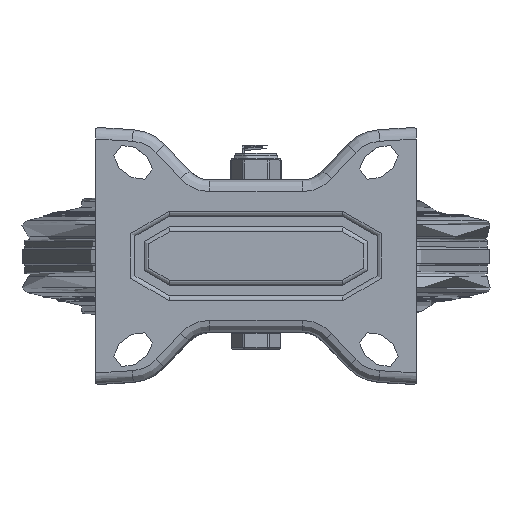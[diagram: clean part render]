
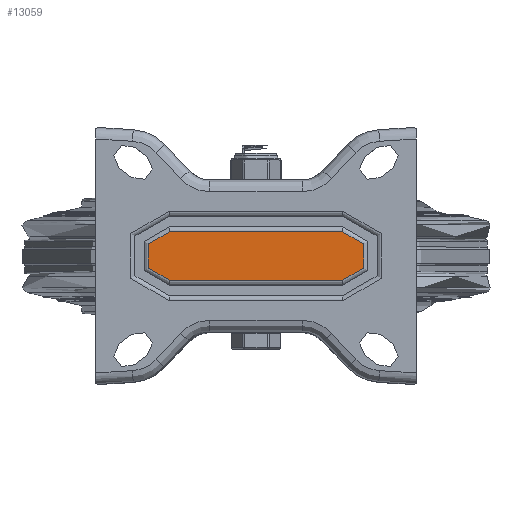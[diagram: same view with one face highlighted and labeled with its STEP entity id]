
A CAD part, top view. The second image highlights one B-rep face of the part: STEP entity #13059.
In plain terms, the highlighted planar face has unit normal (0, 0, 1).
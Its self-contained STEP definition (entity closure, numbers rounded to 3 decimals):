
#562=CIRCLE('',#13991,10.335);
#564=CIRCLE('',#13994,10.335);
#2254=FACE_OUTER_BOUND('',#3088,.T.);
#3088=EDGE_LOOP('',(#8932,#8933,#8934,#8935));
#4001=LINE('',#19553,#4703);
#4003=LINE('',#19568,#4705);
#4703=VECTOR('',#15506,2.5);
#4705=VECTOR('',#15526,2.5);
#5411=VERTEX_POINT('',#19546);
#5414=VERTEX_POINT('',#19551);
#5415=VERTEX_POINT('',#19555);
#5418=VERTEX_POINT('',#19562);
#6732=EDGE_CURVE('',#5414,#5411,#4001,.T.);
#6735=EDGE_CURVE('',#5411,#5415,#562,.T.);
#6737=EDGE_CURVE('',#5418,#5414,#564,.T.);
#6740=EDGE_CURVE('',#5415,#5418,#4003,.T.);
#8932=ORIENTED_EDGE('',*,*,#6732,.F.);
#8933=ORIENTED_EDGE('',*,*,#6737,.F.);
#8934=ORIENTED_EDGE('',*,*,#6740,.F.);
#8935=ORIENTED_EDGE('',*,*,#6735,.F.);
#12820=PLANE('',#13997);
#13059=ADVANCED_FACE('',(#2254),#12820,.T.);
#13991=AXIS2_PLACEMENT_3D('',#19559,#15513,#15514);
#13994=AXIS2_PLACEMENT_3D('',#19564,#15519,#15520);
#13997=AXIS2_PLACEMENT_3D('',#19569,#15527,#15528);
#15506=DIRECTION('',(-1.,0.,0.));
#15513=DIRECTION('center_axis',(0.,0.,-1.));
#15514=DIRECTION('ref_axis',(0.,1.,0.));
#15519=DIRECTION('center_axis',(0.,0.,-1.));
#15520=DIRECTION('ref_axis',(0.,1.,0.));
#15526=DIRECTION('',(1.,0.,0.));
#15527=DIRECTION('center_axis',(0.,0.,1.));
#15528=DIRECTION('ref_axis',(1.,0.,0.));
#19546=CARTESIAN_POINT('',(-37.,-10.335,0.));
#19551=CARTESIAN_POINT('',(37.,-10.335,0.));
#19553=CARTESIAN_POINT('',(-37.,-10.335,0.));
#19555=CARTESIAN_POINT('',(-37.,10.335,0.));
#19559=CARTESIAN_POINT('Origin',(-37.,0.,0.));
#19562=CARTESIAN_POINT('',(37.,10.335,0.));
#19564=CARTESIAN_POINT('Origin',(37.,0.,0.));
#19568=CARTESIAN_POINT('',(37.,10.335,0.));
#19569=CARTESIAN_POINT('Origin',(0.,0.,0.));
